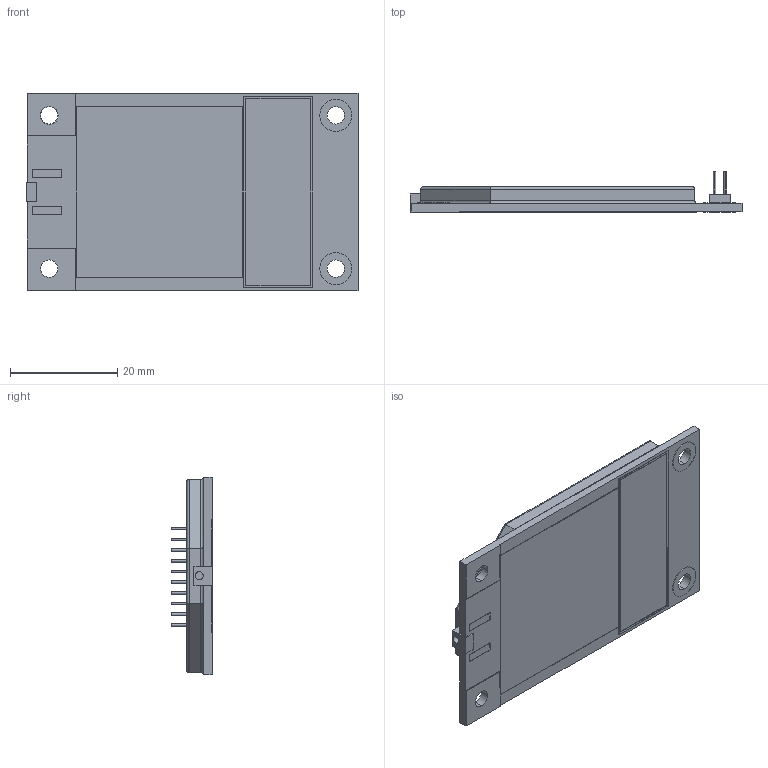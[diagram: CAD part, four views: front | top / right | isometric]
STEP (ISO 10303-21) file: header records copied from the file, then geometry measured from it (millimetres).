
FILE_DESCRIPTION (( 'STEP AP214' ), '1' );
FILE_NAME ('54E3421B-E479-4A16-A785-CFA081842805.STEP', '2022-10-13T21:23:59', ( '' ), ( '' ), 'SwSTEP 2.0', 'SolidWorks 2022', '' );
FILE_SCHEMA (( 'AUTOMOTIVE_DESIGN' ));
Length unit declared in the file: millimetre
Products named in the file (1): 54E3421B-E479-4A16-A785-CFA081842805
Bounding box: 62 x 7.67 x 36.88 mm (x, y, z)
Volume: 9095 mm3; surface area: 5595.1 mm2
Topology: 1 solids, 1 shells, 168 faces, 381 edges, 250 vertices
Faces by surface type: plane 91, cylinder 77
Entity records: 6431 total; most frequent: CARTESIAN_POINT 870, DIRECTION 837, ORIENTED_EDGE 762, EDGE_CURVE 381, AXIS2_PLACEMENT_3D 301, VERTEX_POINT 250, LINE 235, VECTOR 235
